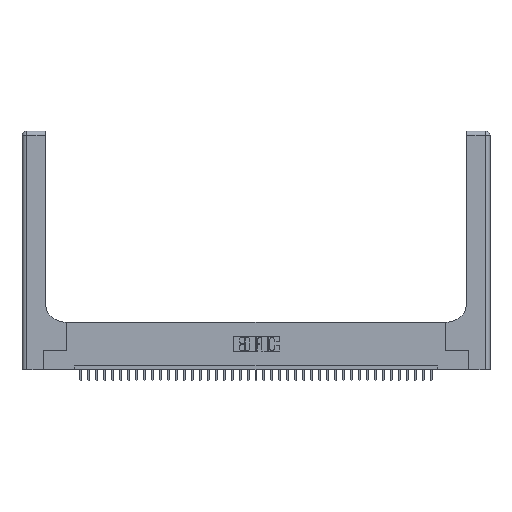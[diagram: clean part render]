
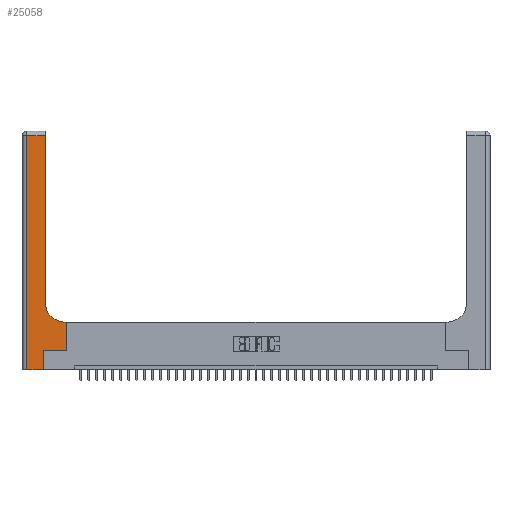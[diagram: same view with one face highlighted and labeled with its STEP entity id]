
A CAD part, top view. The second image highlights one B-rep face of the part: STEP entity #25058.
In plain terms, the highlighted planar face has unit normal (0, 0, 1).
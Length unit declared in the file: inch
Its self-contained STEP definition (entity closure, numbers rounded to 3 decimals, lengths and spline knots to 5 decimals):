
#215 = EDGE_CURVE ( 'NONE', #27226, #27385, #35168, .T. ) ;
#636 = LINE ( 'NONE', #11303, #33813 ) ;
#1204 = VERTEX_POINT ( 'NONE', #23767 ) ;
#1360 = AXIS2_PLACEMENT_3D ( 'NONE', #32551, #35514, #5539 ) ;
#1496 = CARTESIAN_POINT ( 'NONE',  ( 0.2915, 2.94, 0.37 ) ) ;
#1767 = CARTESIAN_POINT ( 'NONE',  ( 0., 2.94, 0.37 ) ) ;
#3106 = CARTESIAN_POINT ( 'NONE',  ( 0.06, 0., 0.37 ) ) ;
#3146 = LINE ( 'NONE', #17829, #7835 ) ;
#3312 = FACE_OUTER_BOUND ( 'NONE', #19515, .T. ) ;
#3355 = VERTEX_POINT ( 'NONE', #30877 ) ;
#4174 = DIRECTION ( 'NONE',  ( -1., 0., 0. ) ) ;
#4758 = DIRECTION ( 'NONE',  ( 0., 1., 0. ) ) ;
#5115 = CARTESIAN_POINT ( 'NONE',  ( 0.06, 3., 0.37 ) ) ;
#5191 = EDGE_CURVE ( 'NONE', #21368, #27226, #5676, .T. ) ;
#5433 = EDGE_CURVE ( 'NONE', #23092, #19128, #19716, .T. ) ;
#5516 = DIRECTION ( 'NONE',  ( 1., 0., 0. ) ) ;
#5539 = DIRECTION ( 'NONE',  ( -1., 0., 0. ) ) ;
#5676 = LINE ( 'NONE', #1767, #25757 ) ;
#7835 = VECTOR ( 'NONE', #23948, 39.37008 ) ;
#8822 = CARTESIAN_POINT ( 'NONE',  ( 0.269, 0., 0.37 ) ) ;
#8938 = VECTOR ( 'NONE', #4174, 39.37008 ) ;
#10595 = ORIENTED_EDGE ( 'NONE', *, *, #37529, .T. ) ;
#11052 = VERTEX_POINT ( 'NONE', #20842 ) ;
#11059 = CARTESIAN_POINT ( 'NONE',  ( 0.5585, 0.6, 0.37 ) ) ;
#11303 = CARTESIAN_POINT ( 'NONE',  ( 0.5585, 0.25, 0.37 ) ) ;
#11394 = CIRCLE ( 'NONE', #14147, 0.25 ) ;
#11809 = VECTOR ( 'NONE', #20140, 39.37008 ) ;
#12819 = ORIENTED_EDGE ( 'NONE', *, *, #5433, .T. ) ;
#12861 = EDGE_CURVE ( 'NONE', #19128, #11052, #11394, .T. ) ;
#12964 = LINE ( 'NONE', #16510, #35339 ) ;
#13558 = CARTESIAN_POINT ( 'NONE',  ( 0.5415, 0.6, 0.37 ) ) ;
#14147 = AXIS2_PLACEMENT_3D ( 'NONE', #20167, #32149, #5516 ) ;
#14539 = VECTOR ( 'NONE', #22994, 39.37008 ) ;
#15563 = EDGE_CURVE ( 'NONE', #26121, #3355, #36767, .T. ) ;
#15795 = ORIENTED_EDGE ( 'NONE', *, *, #5191, .T. ) ;
#16510 = CARTESIAN_POINT ( 'NONE',  ( 0.2915, 3., 0.37 ) ) ;
#17829 = CARTESIAN_POINT ( 'NONE',  ( 0.269, 0.25, 0.37 ) ) ;
#18724 = LINE ( 'NONE', #38623, #14539 ) ;
#19128 = VERTEX_POINT ( 'NONE', #13558 ) ;
#19515 = EDGE_LOOP ( 'NONE', ( #10595, #15795, #30866, #23978, #32337, #35489, #34763, #12819, #31202 ) ) ;
#19625 = VECTOR ( 'NONE', #4758, 39.37008 ) ;
#19716 = LINE ( 'NONE', #25473, #8938 ) ;
#19784 = DIRECTION ( 'NONE',  ( 0., 1., 0. ) ) ;
#20140 = DIRECTION ( 'NONE',  ( 0., -1., 0. ) ) ;
#20167 = CARTESIAN_POINT ( 'NONE',  ( 0.5415, 0.85, 0.37 ) ) ;
#20426 = PLANE ( 'NONE',  #1360 ) ;
#20842 = CARTESIAN_POINT ( 'NONE',  ( 0.2915, 0.85, 0.37 ) ) ;
#21368 = VERTEX_POINT ( 'NONE', #1496 ) ;
#22614 = EDGE_CURVE ( 'NONE', #27385, #26121, #18724, .T. ) ;
#22994 = DIRECTION ( 'NONE',  ( 1., 0., 0. ) ) ;
#23092 = VERTEX_POINT ( 'NONE', #11059 ) ;
#23767 = CARTESIAN_POINT ( 'NONE',  ( 0.5585, 0.25, 0.37 ) ) ;
#23948 = DIRECTION ( 'NONE',  ( 1., 0., 0. ) ) ;
#23978 = ORIENTED_EDGE ( 'NONE', *, *, #22614, .T. ) ;
#25058 = ADVANCED_FACE ( 'NONE', ( #3312 ), #20426, .F. ) ;
#25236 = CARTESIAN_POINT ( 'NONE',  ( 0.269, 0., 0.37 ) ) ;
#25473 = CARTESIAN_POINT ( 'NONE',  ( 0.2915, 0.6, 0.37 ) ) ;
#25757 = VECTOR ( 'NONE', #28567, 39.37008 ) ;
#26121 = VERTEX_POINT ( 'NONE', #8822 ) ;
#26373 = CARTESIAN_POINT ( 'NONE',  ( 0.06, 2.94, 0.37 ) ) ;
#27226 = VERTEX_POINT ( 'NONE', #26373 ) ;
#27385 = VERTEX_POINT ( 'NONE', #3106 ) ;
#27871 = EDGE_CURVE ( 'NONE', #3355, #1204, #3146, .T. ) ;
#28567 = DIRECTION ( 'NONE',  ( -1., 0., 0. ) ) ;
#30866 = ORIENTED_EDGE ( 'NONE', *, *, #215, .T. ) ;
#30877 = CARTESIAN_POINT ( 'NONE',  ( 0.269, 0.25, 0.37 ) ) ;
#31202 = ORIENTED_EDGE ( 'NONE', *, *, #12861, .T. ) ;
#32149 = DIRECTION ( 'NONE',  ( 0., 0., -1. ) ) ;
#32299 = DIRECTION ( 'NONE',  ( 0., 1., 0. ) ) ;
#32337 = ORIENTED_EDGE ( 'NONE', *, *, #15563, .T. ) ;
#32551 = CARTESIAN_POINT ( 'NONE',  ( 0., 3., 0.37 ) ) ;
#33813 = VECTOR ( 'NONE', #32299, 39.37008 ) ;
#33872 = EDGE_CURVE ( 'NONE', #1204, #23092, #636, .T. ) ;
#34763 = ORIENTED_EDGE ( 'NONE', *, *, #33872, .T. ) ;
#35168 = LINE ( 'NONE', #5115, #11809 ) ;
#35339 = VECTOR ( 'NONE', #19784, 39.37008 ) ;
#35489 = ORIENTED_EDGE ( 'NONE', *, *, #27871, .T. ) ;
#35514 = DIRECTION ( 'NONE',  ( 0., 0., -1. ) ) ;
#36767 = LINE ( 'NONE', #25236, #19625 ) ;
#37529 = EDGE_CURVE ( 'NONE', #11052, #21368, #12964, .T. ) ;
#38623 = CARTESIAN_POINT ( 'NONE',  ( 0., 0., 0.37 ) ) ;
